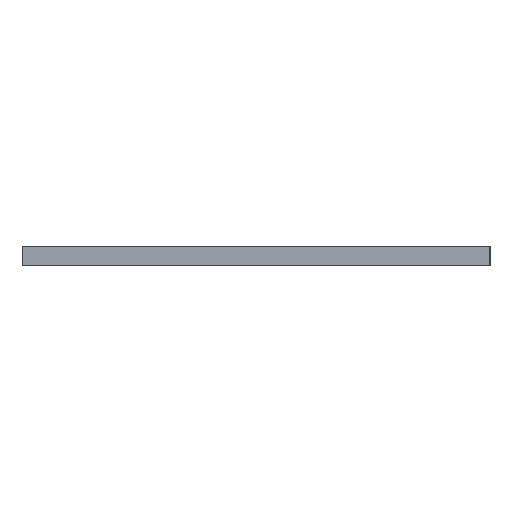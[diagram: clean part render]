
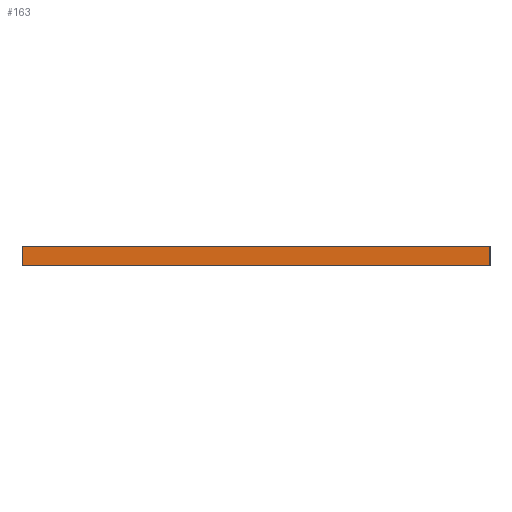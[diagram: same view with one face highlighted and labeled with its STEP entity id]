
A CAD part, front view. The second image highlights one B-rep face of the part: STEP entity #163.
In plain terms, the highlighted planar face has unit normal (0, -1, 0).
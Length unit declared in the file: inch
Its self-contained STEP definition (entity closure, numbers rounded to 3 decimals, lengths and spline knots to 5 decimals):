
#52 = DIRECTION ( 'NONE',  ( 0., 1., 0. ) ) ;
#95 = VERTEX_POINT ( 'NONE', #782 ) ;
#102 = ORIENTED_EDGE ( 'NONE', *, *, #478, .F. ) ;
#109 = DIRECTION ( 'NONE',  ( 0., 0., 1. ) ) ;
#120 = LINE ( 'NONE', #146, #262 ) ;
#142 = DIRECTION ( 'NONE',  ( -1., 0., 0. ) ) ;
#143 = CARTESIAN_POINT ( 'NONE',  ( 3., -3., -0.125 ) ) ;
#146 = CARTESIAN_POINT ( 'NONE',  ( 3., -3., 0.125 ) ) ;
#163 = ADVANCED_FACE ( 'NONE', ( #808 ), #358, .F. ) ;
#227 = CARTESIAN_POINT ( 'NONE',  ( -3., -3., -0.125 ) ) ;
#262 = VECTOR ( 'NONE', #142, 39.37008 ) ;
#266 = VERTEX_POINT ( 'NONE', #506 ) ;
#267 = DIRECTION ( 'NONE',  ( 0., 0., 1. ) ) ;
#273 = VERTEX_POINT ( 'NONE', #509 ) ;
#307 = VECTOR ( 'NONE', #337, 39.37008 ) ;
#337 = DIRECTION ( 'NONE',  ( 0., 0., 1. ) ) ;
#358 = PLANE ( 'NONE',  #644 ) ;
#360 = EDGE_CURVE ( 'NONE', #390, #266, #479, .T. ) ;
#389 = ORIENTED_EDGE ( 'NONE', *, *, #510, .T. ) ;
#390 = VERTEX_POINT ( 'NONE', #143 ) ;
#426 = LINE ( 'NONE', #519, #626 ) ;
#435 = VECTOR ( 'NONE', #267, 39.37008 ) ;
#478 = EDGE_CURVE ( 'NONE', #390, #273, #426, .T. ) ;
#479 = LINE ( 'NONE', #784, #435 ) ;
#484 = CARTESIAN_POINT ( 'NONE',  ( 3., -3., -0.125 ) ) ;
#506 = CARTESIAN_POINT ( 'NONE',  ( 3., -3., 0.125 ) ) ;
#509 = CARTESIAN_POINT ( 'NONE',  ( -3., -3., -0.125 ) ) ;
#510 = EDGE_CURVE ( 'NONE', #266, #95, #120, .T. ) ;
#513 = LINE ( 'NONE', #227, #307 ) ;
#519 = CARTESIAN_POINT ( 'NONE',  ( 3., -3., -0.125 ) ) ;
#531 = EDGE_LOOP ( 'NONE', ( #820, #389, #749, #102 ) ) ;
#626 = VECTOR ( 'NONE', #657, 39.37008 ) ;
#644 = AXIS2_PLACEMENT_3D ( 'NONE', #484, #52, #109 ) ;
#657 = DIRECTION ( 'NONE',  ( -1., 0., 0. ) ) ;
#662 = EDGE_CURVE ( 'NONE', #273, #95, #513, .T. ) ;
#749 = ORIENTED_EDGE ( 'NONE', *, *, #662, .F. ) ;
#782 = CARTESIAN_POINT ( 'NONE',  ( -3., -3., 0.125 ) ) ;
#784 = CARTESIAN_POINT ( 'NONE',  ( 3., -3., -0.125 ) ) ;
#808 = FACE_OUTER_BOUND ( 'NONE', #531, .T. ) ;
#820 = ORIENTED_EDGE ( 'NONE', *, *, #360, .T. ) ;
